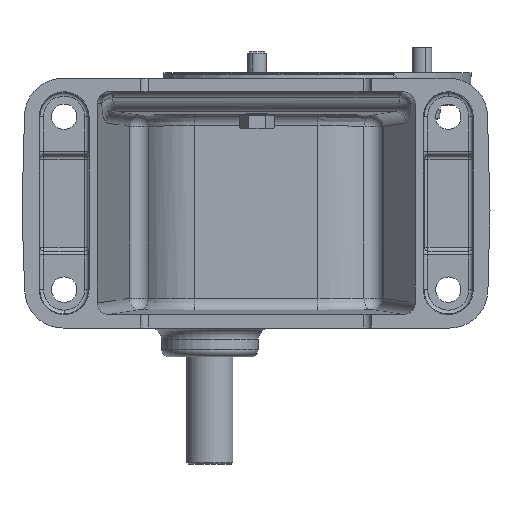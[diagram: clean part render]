
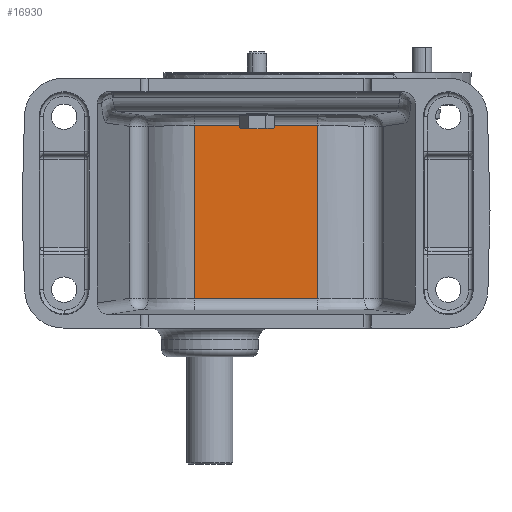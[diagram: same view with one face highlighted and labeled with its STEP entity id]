
A CAD part, front view. The second image highlights one B-rep face of the part: STEP entity #16930.
In plain terms, the highlighted planar face has unit normal (0, -1, 0).
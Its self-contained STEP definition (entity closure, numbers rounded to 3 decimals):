
#89 = EDGE_LOOP ( 'NONE', ( #13841, #13842, #13843, #13844 ) ) ;
#994 = AXIS2_PLACEMENT_3D ( 'NONE', #8213, #8225, #8227 ) ;
#2531 = FACE_OUTER_BOUND ( 'NONE', #89, .T. ) ;
#4179 = CARTESIAN_POINT ( 'NONE',  ( -16.052, 44.6, 20.143 ) ) ;
#4180 = DIRECTION ( 'NONE',  ( -1., 0., 0. ) ) ;
#4214 = CARTESIAN_POINT ( 'NONE',  ( 16.052, 44.6, 24. ) ) ;
#4215 = DIRECTION ( 'NONE',  ( 0., 0., -1. ) ) ;
#5928 = VERTEX_POINT ( 'NONE', #17548 ) ;
#6310 = VERTEX_POINT ( 'NONE', #16286 ) ;
#7201 = CARTESIAN_POINT ( 'NONE',  ( -16.052, 44.6, -24.91 ) ) ;
#7215 = CARTESIAN_POINT ( 'NONE',  ( -16.052, 44.6, 20.143 ) ) ;
#8154 = EDGE_CURVE ( 'NONE', #12374, #5928, #11510, .T. ) ;
#8213 = CARTESIAN_POINT ( 'NONE',  ( -16.052, 44.6, 24. ) ) ;
#8220 = PLANE ( 'NONE',  #994 ) ;
#8225 = DIRECTION ( 'NONE',  ( 0., -1., 0. ) ) ;
#8227 = DIRECTION ( 'NONE',  ( 0., 0., -1. ) ) ;
#8951 = DIRECTION ( 'NONE',  ( 1., 0., 0. ) ) ;
#9053 = CARTESIAN_POINT ( 'NONE',  ( 16.052, 44.6, -24.91 ) ) ;
#11226 = CARTESIAN_POINT ( 'NONE',  ( -16.052, 44.6, 24. ) ) ;
#11510 = LINE ( 'NONE', #9053, #11512 ) ;
#11512 = VECTOR ( 'NONE', #8951, 1000. ) ;
#12374 = VERTEX_POINT ( 'NONE', #7201 ) ;
#12388 = VERTEX_POINT ( 'NONE', #7215 ) ;
#12925 = LINE ( 'NONE', #4179, #12927 ) ;
#12927 = VECTOR ( 'NONE', #4180, 1000. ) ;
#12938 = LINE ( 'NONE', #4214, #12940 ) ;
#12940 = VECTOR ( 'NONE', #4215, 1000. ) ;
#12942 = LINE ( 'NONE', #11226, #12944 ) ;
#12944 = VECTOR ( 'NONE', #14317, 1000. ) ;
#13841 = ORIENTED_EDGE ( 'NONE', *, *, #14214, .T. ) ;
#13842 = ORIENTED_EDGE ( 'NONE', *, *, #8154, .T. ) ;
#13843 = ORIENTED_EDGE ( 'NONE', *, *, #14210, .F. ) ;
#13844 = ORIENTED_EDGE ( 'NONE', *, *, #14198, .T. ) ;
#14198 = EDGE_CURVE ( 'NONE', #6310, #12388, #12925, .T. ) ;
#14210 = EDGE_CURVE ( 'NONE', #6310, #5928, #12938, .T. ) ;
#14214 = EDGE_CURVE ( 'NONE', #12388, #12374, #12942, .T. ) ;
#14317 = DIRECTION ( 'NONE',  ( 0., 0., -1. ) ) ;
#16286 = CARTESIAN_POINT ( 'NONE',  ( 16.052, 44.6, 20.143 ) ) ;
#16930 = ADVANCED_FACE ( 'NONE', ( #2531 ), #8220, .T. ) ;
#17548 = CARTESIAN_POINT ( 'NONE',  ( 16.052, 44.6, -24.91 ) ) ;
